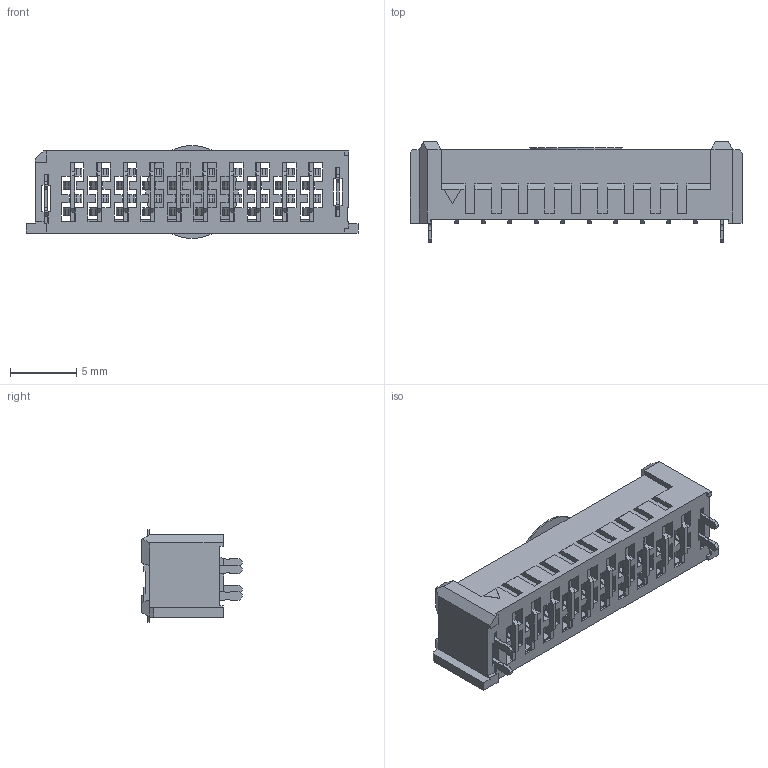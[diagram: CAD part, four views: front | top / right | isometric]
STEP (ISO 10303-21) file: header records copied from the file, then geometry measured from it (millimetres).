
FILE_DESCRIPTION(/* description */ ('STEP AP214'),/* implementation_level */ '2;1');
FILE_NAME(/* name */ 'UMPS-10-05.5-L-V-S-W-TR',/* time_stamp */ '2024-04-04T07:46:28+02:00',/* author */ ('License CC BY-ND 4.0'),/* organization */ ('CADENAS'),/* preprocessor_version */ 'ST-DEVELOPER v19.3',/* originating_system */ 'PARTsolutions',/* authorisation */ ' ');
FILE_SCHEMA (('AUTOMOTIVE_DESIGN {1 0 10303 214 3 1 1}'));
Length unit declared in the file: millimetre
Products named in the file (5): UMPS-10-05.5-L-V-S-W-TR; 10-05.5--W_BODY; UMPS-10-05.5-S_PINS; 10-05.5-S_PINS2; K-DOT-0.276-.005_KAPTON
Assembly tree (4 placements, depth 2):
  UMPS-10-05.5-L-V-S-W-TR
    10-05.5--W_BODY
    UMPS-10-05.5-S_PINS
    10-05.5-S_PINS2
    K-DOT-0.276-.005_KAPTON
Bounding box: 25.05 x 7.6 x 7.01 mm (x, y, z)
Volume: 472.4 mm3; surface area: 2018.1 mm2
Topology: 4 solids, 4 shells, 1076 faces, 3194 edges, 2123 vertices
Faces by surface type: plane 867, cylinder 209
Full cylindrical faces by diameter (mm): 7.01 x1
Entity records: 35823 total; most frequent: CARTESIAN_POINT 6397, ORIENTED_EDGE 6386, DIRECTION 5773, EDGE_CURVE 3193, LINE 2775, VECTOR 2775, VERTEX_POINT 2123, AXIS2_PLACEMENT_3D 1499
